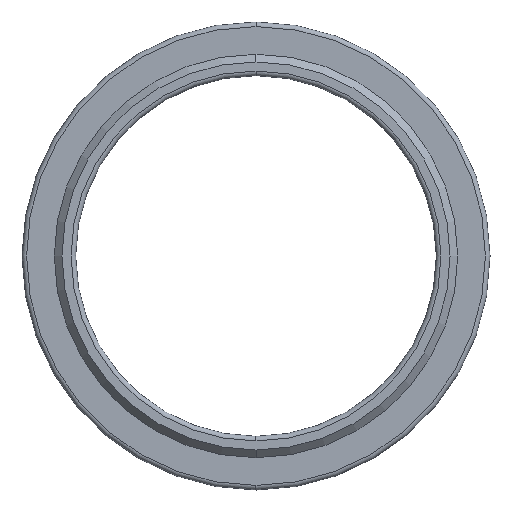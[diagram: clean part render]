
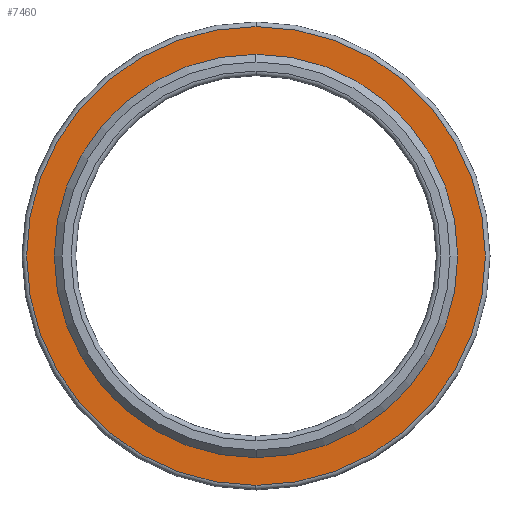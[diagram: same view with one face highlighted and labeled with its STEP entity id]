
A CAD part, left-side view. The second image highlights one B-rep face of the part: STEP entity #7460.
In plain terms, the highlighted planar face has unit normal (-1, 0, 0).
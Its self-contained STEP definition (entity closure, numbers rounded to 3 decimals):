
#709 = DIRECTION ( 'NONE',  ( 1., 0., 0. ) ) ;
#945 = DIRECTION ( 'NONE',  ( -1., 0., 0. ) ) ;
#1136 = ORIENTED_EDGE ( 'NONE', *, *, #8186, .T. ) ;
#1255 = AXIS2_PLACEMENT_3D ( 'NONE', #6845, #945, #5520 ) ;
#1556 = DIRECTION ( 'NONE',  ( 1., 0., 0. ) ) ;
#1983 = VERTEX_POINT ( 'NONE', #7254 ) ;
#2117 = DIRECTION ( 'NONE',  ( 0., 0., 1. ) ) ;
#2242 = PLANE ( 'NONE',  #8634 ) ;
#2964 = CIRCLE ( 'NONE', #5479, 14.95 ) ;
#3039 = FACE_OUTER_BOUND ( 'NONE', #7363, .T. ) ;
#3105 = AXIS2_PLACEMENT_3D ( 'NONE', #6120, #1556, #9121 ) ;
#3110 = ORIENTED_EDGE ( 'NONE', *, *, #8128, .T. ) ;
#3455 = CIRCLE ( 'NONE', #4708, 12.7 ) ;
#4209 = VERTEX_POINT ( 'NONE', #5045 ) ;
#4708 = AXIS2_PLACEMENT_3D ( 'NONE', #8913, #709, #7538 ) ;
#5045 = CARTESIAN_POINT ( 'NONE',  ( -4.4, 0., -12.7 ) ) ;
#5066 = VERTEX_POINT ( 'NONE', #9675 ) ;
#5208 = ORIENTED_EDGE ( 'NONE', *, *, #6904, .T. ) ;
#5479 = AXIS2_PLACEMENT_3D ( 'NONE', #8265, #5910, #2117 ) ;
#5520 = DIRECTION ( 'NONE',  ( 0., 0., 1. ) ) ;
#5698 = EDGE_LOOP ( 'NONE', ( #7324, #3110 ) ) ;
#5910 = DIRECTION ( 'NONE',  ( -1., 0., 0. ) ) ;
#5999 = CARTESIAN_POINT ( 'NONE',  ( -4.4, 15.25, 0. ) ) ;
#6120 = CARTESIAN_POINT ( 'NONE',  ( -4.4, 0., 0. ) ) ;
#6137 = EDGE_CURVE ( 'NONE', #4209, #6284, #9564, .T. ) ;
#6284 = VERTEX_POINT ( 'NONE', #6372 ) ;
#6372 = CARTESIAN_POINT ( 'NONE',  ( -4.4, 0., 12.7 ) ) ;
#6596 = CIRCLE ( 'NONE', #1255, 14.95 ) ;
#6737 = DIRECTION ( 'NONE',  ( 0., 0., 1. ) ) ;
#6845 = CARTESIAN_POINT ( 'NONE',  ( -4.4, 0., 0. ) ) ;
#6904 = EDGE_CURVE ( 'NONE', #1983, #5066, #2964, .T. ) ;
#7254 = CARTESIAN_POINT ( 'NONE',  ( -4.4, 0., -14.95 ) ) ;
#7324 = ORIENTED_EDGE ( 'NONE', *, *, #6137, .T. ) ;
#7363 = EDGE_LOOP ( 'NONE', ( #1136, #5208 ) ) ;
#7460 = ADVANCED_FACE ( 'NONE', ( #8993, #3039 ), #2242, .T. ) ;
#7538 = DIRECTION ( 'NONE',  ( 0., 0., -1. ) ) ;
#8128 = EDGE_CURVE ( 'NONE', #6284, #4209, #3455, .T. ) ;
#8186 = EDGE_CURVE ( 'NONE', #5066, #1983, #6596, .T. ) ;
#8265 = CARTESIAN_POINT ( 'NONE',  ( -4.4, 0., 0. ) ) ;
#8454 = DIRECTION ( 'NONE',  ( -1., 0., 0. ) ) ;
#8634 = AXIS2_PLACEMENT_3D ( 'NONE', #5999, #8454, #6737 ) ;
#8913 = CARTESIAN_POINT ( 'NONE',  ( -4.4, 0., 0. ) ) ;
#8993 = FACE_BOUND ( 'NONE', #5698, .T. ) ;
#9121 = DIRECTION ( 'NONE',  ( 0., 0., -1. ) ) ;
#9564 = CIRCLE ( 'NONE', #3105, 12.7 ) ;
#9675 = CARTESIAN_POINT ( 'NONE',  ( -4.4, 0., 14.95 ) ) ;
